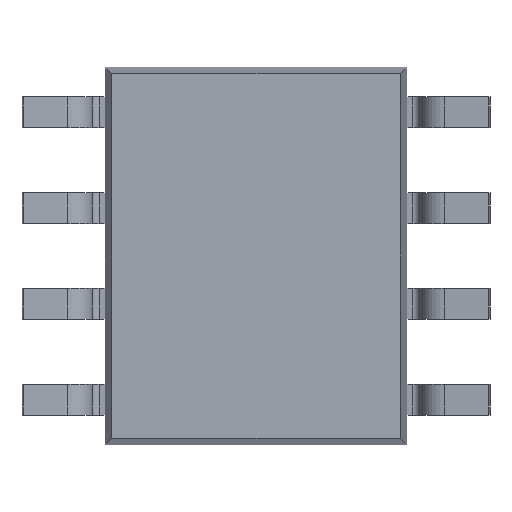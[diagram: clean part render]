
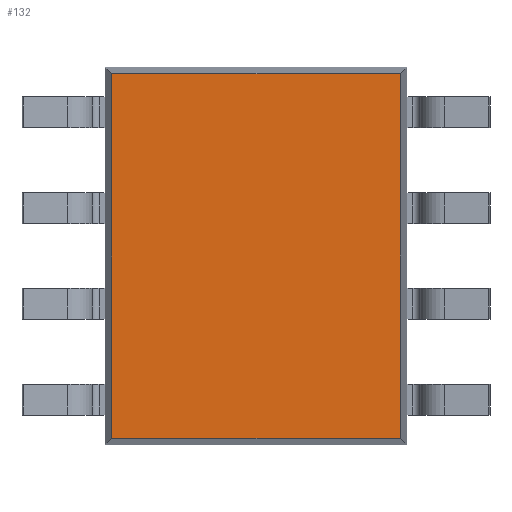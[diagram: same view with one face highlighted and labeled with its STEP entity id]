
A CAD part, front view. The second image highlights one B-rep face of the part: STEP entity #132.
In plain terms, the highlighted planar face has unit normal (0, -1, 0).
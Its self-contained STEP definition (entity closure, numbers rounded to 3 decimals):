
#94 = VERTEX_POINT ( 'NONE', #1480 ) ;
#132 = ADVANCED_FACE ( 'NONE', ( #1167 ), #2438, .F. ) ;
#466 = LINE ( 'NONE', #1384, #2182 ) ;
#500 = LINE ( 'NONE', #1126, #1941 ) ;
#563 = DIRECTION ( 'NONE',  ( 0., 1., 0. ) ) ;
#769 = AXIS2_PLACEMENT_3D ( 'NONE', #3714, #563, #3801 ) ;
#886 = EDGE_CURVE ( 'NONE', #1271, #2451, #466, .T. ) ;
#1027 = ORIENTED_EDGE ( 'NONE', *, *, #2924, .T. ) ;
#1126 = CARTESIAN_POINT ( 'NONE',  ( -2., 0.25, 2.412 ) ) ;
#1167 = FACE_OUTER_BOUND ( 'NONE', #3125, .T. ) ;
#1271 = VERTEX_POINT ( 'NONE', #3697 ) ;
#1384 = CARTESIAN_POINT ( 'NONE',  ( 1.912, 0.25, 2.5 ) ) ;
#1480 = CARTESIAN_POINT ( 'NONE',  ( -1.912, 0.25, 2.412 ) ) ;
#1557 = CARTESIAN_POINT ( 'NONE',  ( -1.912, 0.25, -2.5 ) ) ;
#1653 = VECTOR ( 'NONE', #2537, 1000. ) ;
#1707 = EDGE_CURVE ( 'NONE', #94, #3650, #2513, .T. ) ;
#1904 = ORIENTED_EDGE ( 'NONE', *, *, #886, .T. ) ;
#1941 = VECTOR ( 'NONE', #2688, 1000. ) ;
#2182 = VECTOR ( 'NONE', #3725, 1000. ) ;
#2242 = LINE ( 'NONE', #3220, #2662 ) ;
#2438 = PLANE ( 'NONE',  #769 ) ;
#2451 = VERTEX_POINT ( 'NONE', #3580 ) ;
#2513 = LINE ( 'NONE', #1557, #1653 ) ;
#2537 = DIRECTION ( 'NONE',  ( 0., 0., -1. ) ) ;
#2662 = VECTOR ( 'NONE', #3527, 1000. ) ;
#2688 = DIRECTION ( 'NONE',  ( -1., 0., 0. ) ) ;
#2924 = EDGE_CURVE ( 'NONE', #2451, #94, #500, .T. ) ;
#3125 = EDGE_LOOP ( 'NONE', ( #3665, #3432, #1904, #1027 ) ) ;
#3220 = CARTESIAN_POINT ( 'NONE',  ( 2., 0.25, -2.412 ) ) ;
#3432 = ORIENTED_EDGE ( 'NONE', *, *, #4054, .T. ) ;
#3527 = DIRECTION ( 'NONE',  ( 1., 0., 0. ) ) ;
#3573 = CARTESIAN_POINT ( 'NONE',  ( -1.912, 0.25, -2.412 ) ) ;
#3580 = CARTESIAN_POINT ( 'NONE',  ( 1.912, 0.25, 2.412 ) ) ;
#3650 = VERTEX_POINT ( 'NONE', #3573 ) ;
#3665 = ORIENTED_EDGE ( 'NONE', *, *, #1707, .T. ) ;
#3697 = CARTESIAN_POINT ( 'NONE',  ( 1.912, 0.25, -2.412 ) ) ;
#3714 = CARTESIAN_POINT ( 'NONE',  ( 0., 0.25, 0. ) ) ;
#3725 = DIRECTION ( 'NONE',  ( 0., 0., 1. ) ) ;
#3801 = DIRECTION ( 'NONE',  ( 0., 0., 1. ) ) ;
#4054 = EDGE_CURVE ( 'NONE', #3650, #1271, #2242, .T. ) ;
